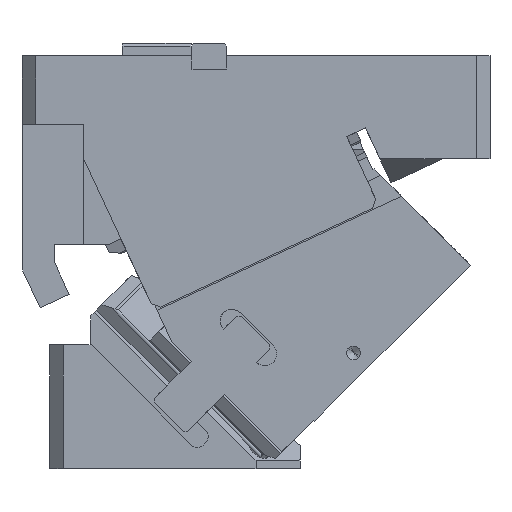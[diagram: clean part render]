
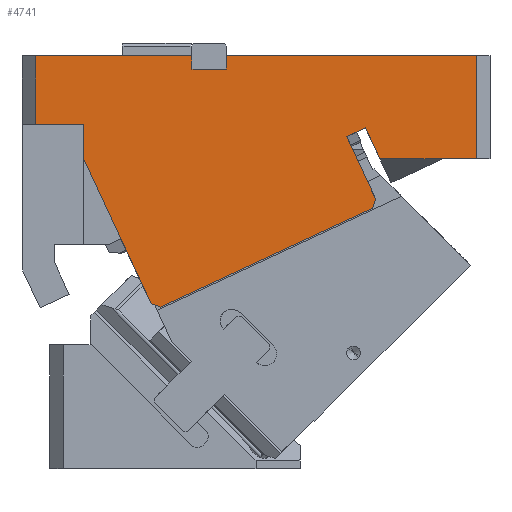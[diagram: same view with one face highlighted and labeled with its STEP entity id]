
A CAD part, front view. The second image highlights one B-rep face of the part: STEP entity #4741.
In plain terms, the highlighted planar face has unit normal (0, -1, 0).
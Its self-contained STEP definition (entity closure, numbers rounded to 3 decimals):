
#1104=CARTESIAN_POINT('Vertex',(-250.,-90.,235.)) ;
#1107=CARTESIAN_POINT('Line Origine',(-193.25,-90.,235.)) ;
#1111=CARTESIAN_POINT('Vertex',(-136.5,-90.,235.)) ;
#1396=CARTESIAN_POINT('Vertex',(-250.,-90.,185.)) ;
#1399=CARTESIAN_POINT('Line Origine',(-250.,-90.,210.)) ;
#1941=CARTESIAN_POINT('Vertex',(-0.061,-90.,160.)) ;
#1944=CARTESIAN_POINT('Line Origine',(-5.312,-90.,171.261)) ;
#1948=CARTESIAN_POINT('Vertex',(-10.563,-90.,182.521)) ;
#2619=CARTESIAN_POINT('Vertex',(-215.,-90.,185.)) ;
#2647=CARTESIAN_POINT('Vertex',(-215.,-90.,159.529)) ;
#2650=CARTESIAN_POINT('Line Origine',(-215.,-90.,172.264)) ;
#2726=CARTESIAN_POINT('Vertex',(-166.162,-90.,54.795)) ;
#2729=CARTESIAN_POINT('Line Origine',(-190.581,-90.,107.162)) ;
#2805=CARTESIAN_POINT('Line Origine',(-162.84,-90.,53.586)) ;
#2809=CARTESIAN_POINT('Vertex',(-159.518,-90.,52.377)) ;
#2902=CARTESIAN_POINT('Vertex',(-24.158,-90.,176.182)) ;
#2905=CARTESIAN_POINT('Line Origine',(-13.592,-90.,153.524)) ;
#2909=CARTESIAN_POINT('Vertex',(-3.027,-90.,130.867)) ;
#3009=CARTESIAN_POINT('Line Origine',(-4.236,-90.,127.544)) ;
#3013=CARTESIAN_POINT('Vertex',(-5.445,-90.,124.222)) ;
#3352=CARTESIAN_POINT('Vertex',(-111.5,-90.,225.)) ;
#3355=CARTESIAN_POINT('Line Origine',(-111.5,-90.,225.6)) ;
#3359=CARTESIAN_POINT('Vertex',(-111.5,-90.,226.2)) ;
#3379=CARTESIAN_POINT('Line Origine',(-111.5,-90.,230.6)) ;
#3383=CARTESIAN_POINT('Vertex',(-111.5,-90.,235.)) ;
#3409=CARTESIAN_POINT('Vertex',(70.,-90.,160.)) ;
#3423=CARTESIAN_POINT('Vertex',(70.,-90.,235.)) ;
#3426=CARTESIAN_POINT('Line Origine',(70.,-90.,197.5)) ;
#3871=CARTESIAN_POINT('Vertex',(-136.5,-90.,225.)) ;
#3874=CARTESIAN_POINT('Line Origine',(-124.,-90.,225.)) ;
#4118=CARTESIAN_POINT('Line Origine',(-82.481,-90.,88.3)) ;
#4321=CARTESIAN_POINT('Line Origine',(-17.36,-90.,179.352)) ;
#4540=CARTESIAN_POINT('Line Origine',(34.969,-90.,160.)) ;
#4570=CARTESIAN_POINT('Line Origine',(-20.75,-90.,235.)) ;
#4706=CARTESIAN_POINT('Axis2P3D Location',(-260.,-90.,185.)) ;
#4711=CARTESIAN_POINT('Line Origine',(-136.5,-90.,230.)) ;
#4716=CARTESIAN_POINT('Line Origine',(-232.5,-90.,185.)) ;
#1108=DIRECTION('Vector Direction',(-1.,0.,0.)) ;
#1400=DIRECTION('Vector Direction',(0.,0.,-1.)) ;
#1945=DIRECTION('Vector Direction',(0.423,0.,-0.906)) ;
#2651=DIRECTION('Vector Direction',(0.,0.,-1.)) ;
#2730=DIRECTION('Vector Direction',(-0.423,0.,0.906)) ;
#2806=DIRECTION('Vector Direction',(-0.94,0.,0.342)) ;
#2906=DIRECTION('Vector Direction',(-0.423,0.,0.906)) ;
#3010=DIRECTION('Vector Direction',(0.342,0.,0.94)) ;
#3356=DIRECTION('Vector Direction',(0.,0.,-1.)) ;
#3380=DIRECTION('Vector Direction',(0.,0.,-1.)) ;
#3427=DIRECTION('Vector Direction',(0.,0.,1.)) ;
#3875=DIRECTION('Vector Direction',(1.,0.,0.)) ;
#4119=DIRECTION('Vector Direction',(-0.906,0.,-0.423)) ;
#4322=DIRECTION('Vector Direction',(0.906,0.,0.423)) ;
#4541=DIRECTION('Vector Direction',(1.,0.,0.)) ;
#4571=DIRECTION('Vector Direction',(-1.,0.,0.)) ;
#4707=DIRECTION('Axis2P3D Direction',(0.,1.,0.)) ;
#4708=DIRECTION('Axis2P3D XDirection',(-1.,0.,0.)) ;
#4712=DIRECTION('Vector Direction',(0.,0.,1.)) ;
#4717=DIRECTION('Vector Direction',(1.,0.,0.)) ;
#4709=AXIS2_PLACEMENT_3D('Plane Axis2P3D',#4706,#4707,#4708) ;
#4722=ORIENTED_EDGE('',*,*,#4325,.T.) ;
#4723=ORIENTED_EDGE('',*,*,#1950,.T.) ;
#4724=ORIENTED_EDGE('',*,*,#4544,.T.) ;
#4725=ORIENTED_EDGE('',*,*,#3430,.T.) ;
#4726=ORIENTED_EDGE('',*,*,#4574,.T.) ;
#4727=ORIENTED_EDGE('',*,*,#3385,.T.) ;
#4728=ORIENTED_EDGE('',*,*,#3361,.T.) ;
#4729=ORIENTED_EDGE('',*,*,#3878,.F.) ;
#4730=ORIENTED_EDGE('',*,*,#4715,.T.) ;
#4731=ORIENTED_EDGE('',*,*,#1113,.T.) ;
#4732=ORIENTED_EDGE('',*,*,#1403,.T.) ;
#4733=ORIENTED_EDGE('',*,*,#4720,.T.) ;
#4734=ORIENTED_EDGE('',*,*,#2654,.T.) ;
#4735=ORIENTED_EDGE('',*,*,#2733,.F.) ;
#4736=ORIENTED_EDGE('',*,*,#2811,.F.) ;
#4737=ORIENTED_EDGE('',*,*,#4122,.F.) ;
#4738=ORIENTED_EDGE('',*,*,#3015,.T.) ;
#4739=ORIENTED_EDGE('',*,*,#2911,.T.) ;
#1109=VECTOR('Line Direction',#1108,1.) ;
#1401=VECTOR('Line Direction',#1400,1.) ;
#1946=VECTOR('Line Direction',#1945,1.) ;
#2652=VECTOR('Line Direction',#2651,1.) ;
#2731=VECTOR('Line Direction',#2730,1.) ;
#2807=VECTOR('Line Direction',#2806,1.) ;
#2907=VECTOR('Line Direction',#2906,1.) ;
#3011=VECTOR('Line Direction',#3010,1.) ;
#3357=VECTOR('Line Direction',#3356,1.) ;
#3381=VECTOR('Line Direction',#3380,1.) ;
#3428=VECTOR('Line Direction',#3427,1.) ;
#3876=VECTOR('Line Direction',#3875,1.) ;
#4120=VECTOR('Line Direction',#4119,1.) ;
#4323=VECTOR('Line Direction',#4322,1.) ;
#4542=VECTOR('Line Direction',#4541,1.) ;
#4572=VECTOR('Line Direction',#4571,1.) ;
#4713=VECTOR('Line Direction',#4712,1.) ;
#4718=VECTOR('Line Direction',#4717,1.) ;
#4741=ADVANCED_FACE('CAM HOLDER',(#4740),#4710,.F.) ;
#1113=EDGE_CURVE('',#1112,#1105,#1110,.T.) ;
#1403=EDGE_CURVE('',#1105,#1397,#1402,.T.) ;
#1950=EDGE_CURVE('',#1949,#1942,#1947,.T.) ;
#2654=EDGE_CURVE('',#2620,#2648,#2653,.T.) ;
#2733=EDGE_CURVE('',#2727,#2648,#2732,.T.) ;
#2811=EDGE_CURVE('',#2810,#2727,#2808,.T.) ;
#2911=EDGE_CURVE('',#2910,#2903,#2908,.T.) ;
#3015=EDGE_CURVE('',#3014,#2910,#3012,.T.) ;
#3361=EDGE_CURVE('',#3360,#3353,#3358,.T.) ;
#3385=EDGE_CURVE('',#3384,#3360,#3382,.T.) ;
#3430=EDGE_CURVE('',#3410,#3424,#3429,.T.) ;
#3878=EDGE_CURVE('',#3872,#3353,#3877,.T.) ;
#4122=EDGE_CURVE('',#3014,#2810,#4121,.T.) ;
#4325=EDGE_CURVE('',#2903,#1949,#4324,.T.) ;
#4544=EDGE_CURVE('',#1942,#3410,#4543,.T.) ;
#4574=EDGE_CURVE('',#3424,#3384,#4573,.T.) ;
#4715=EDGE_CURVE('',#3872,#1112,#4714,.T.) ;
#4720=EDGE_CURVE('',#1397,#2620,#4719,.T.) ;
#4721=EDGE_LOOP('',(#4722,#4723,#4724,#4725,#4726,#4727,#4728,#4729,#4730,#4731,#4732,#4733,#4734,#4735,#4736,#4737,#4738,#4739)) ;
#4740=FACE_OUTER_BOUND('',#4721,.T.) ;
#1110=LINE('Line',#1107,#1109) ;
#1402=LINE('Line',#1399,#1401) ;
#1947=LINE('Line',#1944,#1946) ;
#2653=LINE('Line',#2650,#2652) ;
#2732=LINE('Line',#2729,#2731) ;
#2808=LINE('Line',#2805,#2807) ;
#2908=LINE('Line',#2905,#2907) ;
#3012=LINE('Line',#3009,#3011) ;
#3358=LINE('Line',#3355,#3357) ;
#3382=LINE('Line',#3379,#3381) ;
#3429=LINE('Line',#3426,#3428) ;
#3877=LINE('Line',#3874,#3876) ;
#4121=LINE('Line',#4118,#4120) ;
#4324=LINE('Line',#4321,#4323) ;
#4543=LINE('Line',#4540,#4542) ;
#4573=LINE('Line',#4570,#4572) ;
#4714=LINE('Line',#4711,#4713) ;
#4719=LINE('Line',#4716,#4718) ;
#4710=PLANE('Plane',#4709) ;
#1105=VERTEX_POINT('',#1104) ;
#1112=VERTEX_POINT('',#1111) ;
#1397=VERTEX_POINT('',#1396) ;
#1942=VERTEX_POINT('',#1941) ;
#1949=VERTEX_POINT('',#1948) ;
#2620=VERTEX_POINT('',#2619) ;
#2648=VERTEX_POINT('',#2647) ;
#2727=VERTEX_POINT('',#2726) ;
#2810=VERTEX_POINT('',#2809) ;
#2903=VERTEX_POINT('',#2902) ;
#2910=VERTEX_POINT('',#2909) ;
#3014=VERTEX_POINT('',#3013) ;
#3353=VERTEX_POINT('',#3352) ;
#3360=VERTEX_POINT('',#3359) ;
#3384=VERTEX_POINT('',#3383) ;
#3410=VERTEX_POINT('',#3409) ;
#3424=VERTEX_POINT('',#3423) ;
#3872=VERTEX_POINT('',#3871) ;
